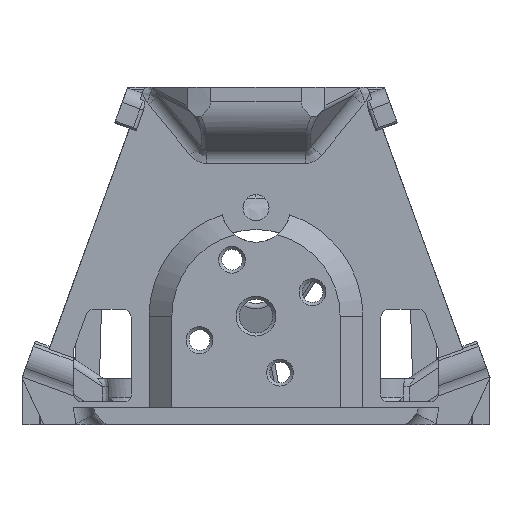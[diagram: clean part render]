
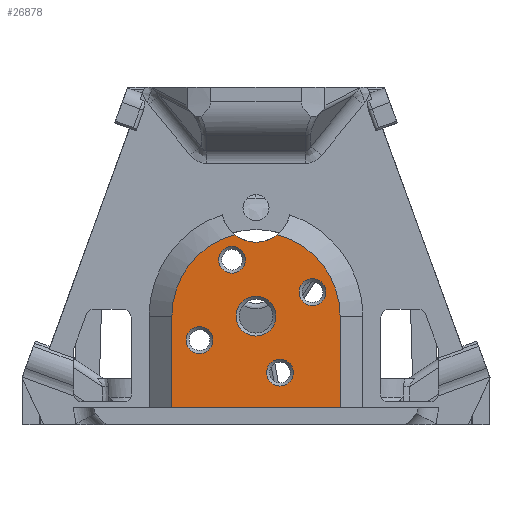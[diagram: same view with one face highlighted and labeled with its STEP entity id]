
A CAD part, front view. The second image highlights one B-rep face of the part: STEP entity #26878.
In plain terms, the highlighted planar face has unit normal (0, -1, 0).
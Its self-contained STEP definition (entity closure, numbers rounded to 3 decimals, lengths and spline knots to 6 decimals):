
#2837=CIRCLE('',#28470,0.00175);
#2839=CIRCLE('',#28473,0.00175);
#2841=CIRCLE('',#28476,0.00175);
#2843=CIRCLE('',#28479,0.00175);
#2868=CIRCLE('',#28546,0.0026);
#2870=CIRCLE('',#28549,0.010979);
#2872=CIRCLE('',#28552,0.010979);
#2875=CIRCLE('',#28560,0.0045);
#11323=ORIENTED_EDGE('',*,*,#15543,.F.);
#11324=ORIENTED_EDGE('',*,*,#14057,.T.);
#11325=ORIENTED_EDGE('',*,*,#14071,.F.);
#11326=ORIENTED_EDGE('',*,*,#14053,.F.);
#11327=ORIENTED_EDGE('',*,*,#15544,.T.);
#11328=ORIENTED_EDGE('',*,*,#15465,.T.);
#11329=ORIENTED_EDGE('',*,*,#13917,.T.);
#11330=ORIENTED_EDGE('',*,*,#13915,.T.);
#11331=ORIENTED_EDGE('',*,*,#13913,.T.);
#11332=ORIENTED_EDGE('',*,*,#13911,.T.);
#11333=ORIENTED_EDGE('',*,*,#14050,.F.);
#13911=EDGE_CURVE('',#17104,#17104,#2837,.F.);
#13913=EDGE_CURVE('',#17106,#17106,#2839,.F.);
#13915=EDGE_CURVE('',#17108,#17108,#2841,.F.);
#13917=EDGE_CURVE('',#17110,#17110,#2843,.F.);
#14050=EDGE_CURVE('',#17207,#17207,#2868,.T.);
#14053=EDGE_CURVE('',#17210,#17211,#2870,.T.);
#14057=EDGE_CURVE('',#17215,#17214,#2872,.T.);
#14071=EDGE_CURVE('',#17211,#17214,#2875,.T.);
#15465=EDGE_CURVE('',#18038,#18039,#19771,.T.);
#15543=EDGE_CURVE('',#17215,#18039,#19794,.T.);
#15544=EDGE_CURVE('',#17210,#18038,#19795,.T.);
#17104=VERTEX_POINT('',#44503);
#17106=VERTEX_POINT('',#44508);
#17108=VERTEX_POINT('',#44513);
#17110=VERTEX_POINT('',#44518);
#17207=VERTEX_POINT('',#44863);
#17210=VERTEX_POINT('',#44869);
#17211=VERTEX_POINT('',#44871);
#17214=VERTEX_POINT('',#44886);
#17215=VERTEX_POINT('',#44888);
#18038=VERTEX_POINT('',#56273);
#18039=VERTEX_POINT('',#56274);
#19771=LINE('',#56272,#21497);
#19794=LINE('',#57043,#21520);
#19795=LINE('',#57044,#21521);
#21497=VECTOR('',#35863,1.);
#21520=VECTOR('',#35962,1.);
#21521=VECTOR('',#35963,1.);
#23150=EDGE_LOOP('',(#11323,#11324,#11325,#11326,#11327,#11328));
#23151=EDGE_LOOP('',(#11329));
#23152=EDGE_LOOP('',(#11330));
#23153=EDGE_LOOP('',(#11331));
#23154=EDGE_LOOP('',(#11332));
#23155=EDGE_LOOP('',(#11333));
#24803=FACE_BOUND('',#23150,.T.);
#24804=FACE_BOUND('',#23151,.T.);
#24805=FACE_BOUND('',#23152,.T.);
#24806=FACE_BOUND('',#23153,.T.);
#24807=FACE_BOUND('',#23154,.T.);
#24808=FACE_BOUND('',#23155,.T.);
#25317=PLANE('',#29355);
#26878=ADVANCED_FACE('',(#24803,#24804,#24805,#24806,#24807,#24808),#25317,
 .T.);
#28470=AXIS2_PLACEMENT_3D('',#44502,#33696,#33697);
#28473=AXIS2_PLACEMENT_3D('',#44507,#33702,#33703);
#28476=AXIS2_PLACEMENT_3D('',#44512,#33708,#33709);
#28479=AXIS2_PLACEMENT_3D('',#44517,#33714,#33715);
#28546=AXIS2_PLACEMENT_3D('',#44862,#33941,#33942);
#28549=AXIS2_PLACEMENT_3D('',#44870,#33948,#33949);
#28552=AXIS2_PLACEMENT_3D('',#44887,#33954,#33955);
#28560=AXIS2_PLACEMENT_3D('',#44973,#33976,#33977);
#29355=AXIS2_PLACEMENT_3D('',#57042,#35960,#35961);
#33696=DIRECTION('',(0.,-1.,0.));
#33697=DIRECTION('',(0.,0.,1.));
#33702=DIRECTION('',(0.,-1.,0.));
#33703=DIRECTION('',(0.,0.,1.));
#33708=DIRECTION('',(0.,-1.,0.));
#33709=DIRECTION('',(0.,0.,1.));
#33714=DIRECTION('',(0.,-1.,0.));
#33715=DIRECTION('',(0.,0.,1.));
#33941=DIRECTION('',(0.,-1.,0.));
#33942=DIRECTION('',(1.,0.,0.));
#33948=DIRECTION('',(0.,1.,0.));
#33949=DIRECTION('',(0.004,0.,1.));
#33954=DIRECTION('',(0.,-1.,0.));
#33955=DIRECTION('',(-1.,0.,0.));
#33976=DIRECTION('',(0.,-1.,0.));
#33977=DIRECTION('',(1.,0.,0.));
#35863=DIRECTION('',(1.,0.,0.));
#35960=DIRECTION('',(0.,-1.,0.));
#35961=DIRECTION('',(-1.,0.,0.));
#35962=DIRECTION('',(0.,0.,-1.));
#35963=DIRECTION('',(0.,0.,-1.));
#44502=CARTESIAN_POINT('',(-0.112274,0.10155,0.006786));
#44503=CARTESIAN_POINT('',(-0.112274,0.10155,0.008536));
#44507=CARTESIAN_POINT('',(-0.122764,0.10155,0.011024));
#44508=CARTESIAN_POINT('',(-0.122764,0.10155,0.012774));
#44512=CARTESIAN_POINT('',(-0.108036,0.10155,0.017276));
#44513=CARTESIAN_POINT('',(-0.108036,0.10155,0.019026));
#44517=CARTESIAN_POINT('',(-0.118526,0.10155,0.021514));
#44518=CARTESIAN_POINT('',(-0.118526,0.10155,0.023264));
#44862=CARTESIAN_POINT('',(-0.1154,0.10155,0.01415));
#44863=CARTESIAN_POINT('',(-0.1128,0.10155,0.01415));
#44869=CARTESIAN_POINT('',(-0.126379,0.10155,0.01415));
#44870=CARTESIAN_POINT('',(-0.1154,0.10155,0.01415));
#44871=CARTESIAN_POINT('',(-0.11819,0.10155,0.024769));
#44886=CARTESIAN_POINT('',(-0.11261,0.10155,0.024769));
#44887=CARTESIAN_POINT('',(-0.1154,0.10155,0.01415));
#44888=CARTESIAN_POINT('',(-0.104421,0.10155,0.01415));
#44973=CARTESIAN_POINT('',(-0.1154,0.10155,0.0283));
#56272=CARTESIAN_POINT('',(-0.1154,0.10155,0.0022));
#56273=CARTESIAN_POINT('',(-0.126379,0.10155,0.0022));
#56274=CARTESIAN_POINT('',(-0.104421,0.10155,0.0022));
#57042=CARTESIAN_POINT('',(-0.1154,0.10155,0.01415));
#57043=CARTESIAN_POINT('',(-0.104421,0.10155,0.01415));
#57044=CARTESIAN_POINT('',(-0.126379,0.10155,0.01415));
